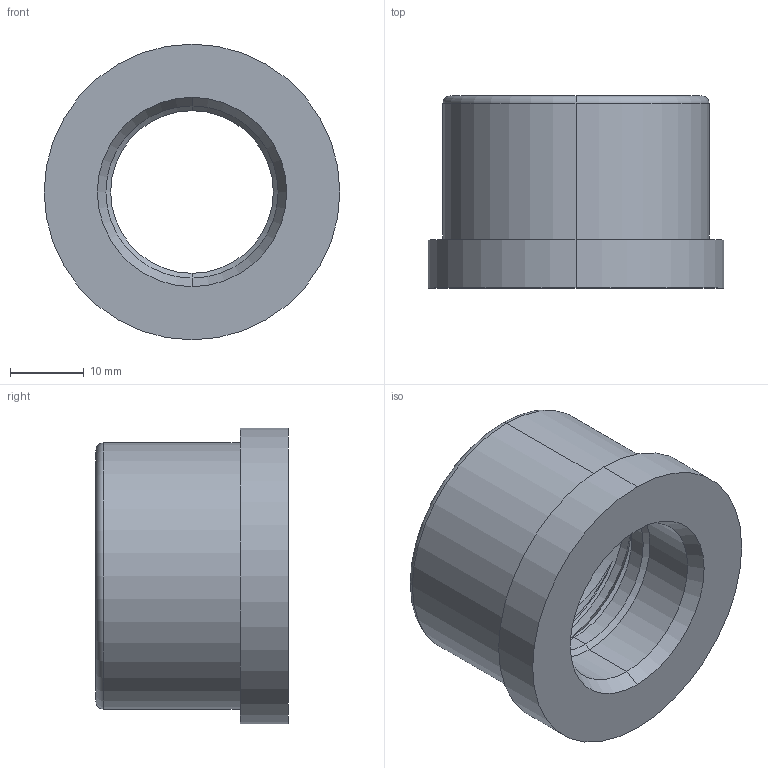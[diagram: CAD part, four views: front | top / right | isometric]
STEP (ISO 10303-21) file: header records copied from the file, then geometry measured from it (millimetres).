
FILE_DESCRIPTION (( 'STEP AP214' ), '1' );
FILE_NAME ('Launch 22mm thread interface.STEP', '2025-02-24T13:15:03', ( '' ), ( '' ), 'SwSTEP 2.0', 'SolidWorks 2024', '' );
FILE_SCHEMA (( 'AUTOMOTIVE_DESIGN' ));
Length unit declared in the file: millimetre
Products named in the file (1): Launch 22mm thread interface
Bounding box: 40 x 26 x 40 mm (x, y, z)
Volume: 14770.9 mm3; surface area: 7035.2 mm2
Topology: 1 solids, 1 shells, 40 faces, 90 edges, 54 vertices
Faces by surface type: cylinder 17, cone 12, torus 4, plane 4, bspline 3
Entity records: 2031 total; most frequent: CARTESIAN_POINT 1147, DIRECTION 184, ORIENTED_EDGE 180, EDGE_CURVE 90, AXIS2_PLACEMENT_3D 78, VERTEX_POINT 54, EDGE_LOOP 44, CIRCLE 40
